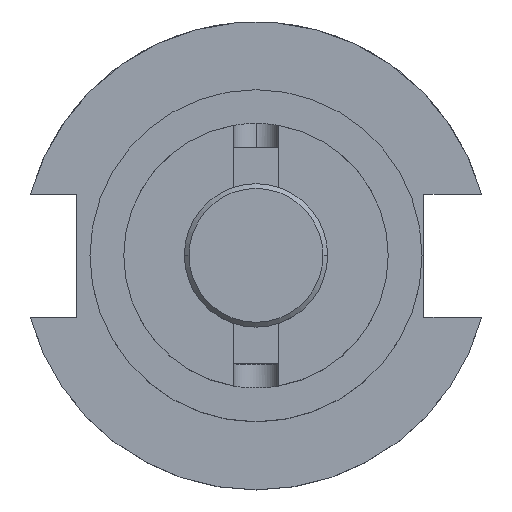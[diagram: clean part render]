
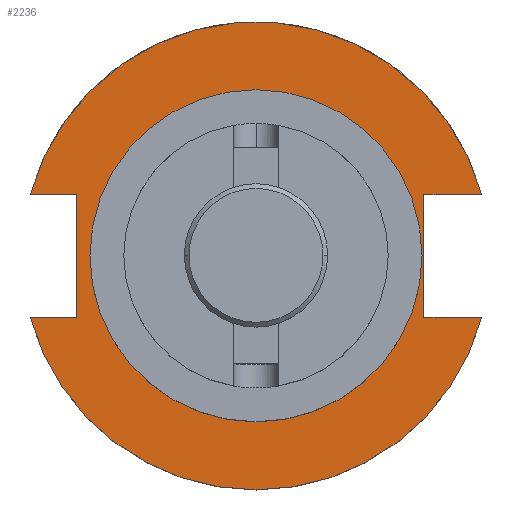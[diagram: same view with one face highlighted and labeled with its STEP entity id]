
A CAD part, top view. The second image highlights one B-rep face of the part: STEP entity #2236.
In plain terms, the highlighted planar face has unit normal (0, 0, 1).
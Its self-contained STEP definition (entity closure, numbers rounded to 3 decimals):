
#11 = EDGE_LOOP ( 'NONE', ( #675, #497, #1646, #1654, #1204, #913, #485, #2270, #1476 ) ) ;
#14 = VECTOR ( 'NONE', #1214, 1000. ) ;
#41 = DIRECTION ( 'NONE',  ( 0., 0., 1. ) ) ;
#75 = CIRCLE ( 'NONE', #1147, 49.212 ) ;
#82 = CARTESIAN_POINT ( 'NONE',  ( -63.719, 12.954, 19.05 ) ) ;
#90 = CARTESIAN_POINT ( 'NONE',  ( 0., 0., 19.05 ) ) ;
#97 = CARTESIAN_POINT ( 'NONE',  ( -63.719, -12.954, 19.05 ) ) ;
#107 = FACE_OUTER_BOUND ( 'NONE', #11, .T. ) ;
#115 = VERTEX_POINT ( 'NONE', #407 ) ;
#136 = VECTOR ( 'NONE', #857, 1000. ) ;
#157 = CARTESIAN_POINT ( 'NONE',  ( 0., -49.212, 19.05 ) ) ;
#345 = CARTESIAN_POINT ( 'NONE',  ( 35.306, -12.954, 19.05 ) ) ;
#383 = AXIS2_PLACEMENT_3D ( 'NONE', #880, #2493, #1289 ) ;
#391 = LINE ( 'NONE', #97, #2467 ) ;
#397 = LINE ( 'NONE', #1224, #941 ) ;
#405 = VERTEX_POINT ( 'NONE', #2316 ) ;
#407 = CARTESIAN_POINT ( 'NONE',  ( -47.477, -12.954, 19.05 ) ) ;
#416 = EDGE_CURVE ( 'NONE', #1227, #405, #1240, .T. ) ;
#485 = ORIENTED_EDGE ( 'NONE', *, *, #2240, .F. ) ;
#497 = ORIENTED_EDGE ( 'NONE', *, *, #611, .T. ) ;
#503 = VERTEX_POINT ( 'NONE', #1843 ) ;
#517 = VECTOR ( 'NONE', #2292, 1000. ) ;
#531 = AXIS2_PLACEMENT_3D ( 'NONE', #536, #560, #573 ) ;
#536 = CARTESIAN_POINT ( 'NONE',  ( 0., 0., 19.05 ) ) ;
#560 = DIRECTION ( 'NONE',  ( 0., 0., 1. ) ) ;
#573 = DIRECTION ( 'NONE',  ( 0., -1., 0. ) ) ;
#576 = DIRECTION ( 'NONE',  ( 0., -1., 0. ) ) ;
#587 = LINE ( 'NONE', #82, #517 ) ;
#606 = VERTEX_POINT ( 'NONE', #345 ) ;
#611 = EDGE_CURVE ( 'NONE', #2134, #503, #2538, .T. ) ;
#616 = LINE ( 'NONE', #1072, #136 ) ;
#669 = EDGE_LOOP ( 'NONE', ( #2422, #726 ) ) ;
#675 = ORIENTED_EDGE ( 'NONE', *, *, #894, .T. ) ;
#704 = CARTESIAN_POINT ( 'NONE',  ( 0., 0., 19.05 ) ) ;
#726 = ORIENTED_EDGE ( 'NONE', *, *, #1438, .F. ) ;
#776 = EDGE_CURVE ( 'NONE', #606, #503, #397, .T. ) ;
#796 = CARTESIAN_POINT ( 'NONE',  ( 0., 0., 19.05 ) ) ;
#857 = DIRECTION ( 'NONE',  ( 0., 1., 0. ) ) ;
#866 = DIRECTION ( 'NONE',  ( 0., -1., 0. ) ) ;
#880 = CARTESIAN_POINT ( 'NONE',  ( 0., 49.212, 19.05 ) ) ;
#894 = EDGE_CURVE ( 'NONE', #115, #2134, #75, .T. ) ;
#913 = ORIENTED_EDGE ( 'NONE', *, *, #2132, .T. ) ;
#924 = EDGE_CURVE ( 'NONE', #1134, #1594, #1873, .T. ) ;
#941 = VECTOR ( 'NONE', #1421, 1000. ) ;
#1072 = CARTESIAN_POINT ( 'NONE',  ( -37.719, 12.954, 19.05 ) ) ;
#1080 = DIRECTION ( 'NONE',  ( 0., 0., 1. ) ) ;
#1085 = AXIS2_PLACEMENT_3D ( 'NONE', #2137, #1080, #866 ) ;
#1091 = PLANE ( 'NONE',  #383 ) ;
#1112 = FACE_BOUND ( 'NONE', #669, .T. ) ;
#1134 = VERTEX_POINT ( 'NONE', #1798 ) ;
#1147 = AXIS2_PLACEMENT_3D ( 'NONE', #90, #41, #2458 ) ;
#1183 = CARTESIAN_POINT ( 'NONE',  ( -37.719, -12.954, 19.05 ) ) ;
#1204 = ORIENTED_EDGE ( 'NONE', *, *, #924, .F. ) ;
#1214 = DIRECTION ( 'NONE',  ( -1., 0., 0. ) ) ;
#1221 = CARTESIAN_POINT ( 'NONE',  ( 35.306, 12.954, 19.05 ) ) ;
#1224 = CARTESIAN_POINT ( 'NONE',  ( 35.306, -12.954, 19.05 ) ) ;
#1227 = VERTEX_POINT ( 'NONE', #2404 ) ;
#1240 = CIRCLE ( 'NONE', #1085, 34.925 ) ;
#1289 = DIRECTION ( 'NONE',  ( 0., -1., 0. ) ) ;
#1389 = DIRECTION ( 'NONE',  ( 0., 0., 1. ) ) ;
#1391 = EDGE_CURVE ( 'NONE', #2516, #1741, #616, .T. ) ;
#1421 = DIRECTION ( 'NONE',  ( 1., 0., 0. ) ) ;
#1438 = EDGE_CURVE ( 'NONE', #405, #1227, #1623, .T. ) ;
#1476 = ORIENTED_EDGE ( 'NONE', *, *, #2301, .F. ) ;
#1594 = VERTEX_POINT ( 'NONE', #2393 ) ;
#1623 = CIRCLE ( 'NONE', #2559, 34.925 ) ;
#1626 = LINE ( 'NONE', #1891, #2033 ) ;
#1646 = ORIENTED_EDGE ( 'NONE', *, *, #776, .F. ) ;
#1654 = ORIENTED_EDGE ( 'NONE', *, *, #2047, .F. ) ;
#1741 = VERTEX_POINT ( 'NONE', #2496 ) ;
#1798 = CARTESIAN_POINT ( 'NONE',  ( 47.477, 12.954, 19.05 ) ) ;
#1843 = CARTESIAN_POINT ( 'NONE',  ( 47.477, -12.954, 19.05 ) ) ;
#1873 = LINE ( 'NONE', #1221, #14 ) ;
#1891 = CARTESIAN_POINT ( 'NONE',  ( 35.306, 12.954, 19.05 ) ) ;
#2033 = VECTOR ( 'NONE', #2282, 1000. ) ;
#2047 = EDGE_CURVE ( 'NONE', #1594, #606, #1626, .T. ) ;
#2052 = AXIS2_PLACEMENT_3D ( 'NONE', #796, #1389, #576 ) ;
#2115 = DIRECTION ( 'NONE',  ( 0., 0., 1. ) ) ;
#2116 = DIRECTION ( 'NONE',  ( 1., 0., 0. ) ) ;
#2132 = EDGE_CURVE ( 'NONE', #1134, #2521, #2371, .T. ) ;
#2134 = VERTEX_POINT ( 'NONE', #157 ) ;
#2137 = CARTESIAN_POINT ( 'NONE',  ( 0., 0., 19.05 ) ) ;
#2236 = ADVANCED_FACE ( 'NONE', ( #1112, #107 ), #1091, .T. ) ;
#2240 = EDGE_CURVE ( 'NONE', #1741, #2521, #587, .T. ) ;
#2270 = ORIENTED_EDGE ( 'NONE', *, *, #1391, .F. ) ;
#2282 = DIRECTION ( 'NONE',  ( 0., -1., 0. ) ) ;
#2292 = DIRECTION ( 'NONE',  ( -1., 0., 0. ) ) ;
#2301 = EDGE_CURVE ( 'NONE', #115, #2516, #391, .T. ) ;
#2316 = CARTESIAN_POINT ( 'NONE',  ( 0., 34.925, 19.05 ) ) ;
#2371 = CIRCLE ( 'NONE', #2052, 49.212 ) ;
#2393 = CARTESIAN_POINT ( 'NONE',  ( 35.306, 12.954, 19.05 ) ) ;
#2404 = CARTESIAN_POINT ( 'NONE',  ( 0., -34.925, 19.05 ) ) ;
#2422 = ORIENTED_EDGE ( 'NONE', *, *, #416, .F. ) ;
#2458 = DIRECTION ( 'NONE',  ( 0., -1., 0. ) ) ;
#2467 = VECTOR ( 'NONE', #2116, 1000. ) ;
#2483 = DIRECTION ( 'NONE',  ( 0., -1., 0. ) ) ;
#2493 = DIRECTION ( 'NONE',  ( 0., 0., 1. ) ) ;
#2496 = CARTESIAN_POINT ( 'NONE',  ( -37.719, 12.954, 19.05 ) ) ;
#2516 = VERTEX_POINT ( 'NONE', #1183 ) ;
#2521 = VERTEX_POINT ( 'NONE', #2593 ) ;
#2538 = CIRCLE ( 'NONE', #531, 49.212 ) ;
#2559 = AXIS2_PLACEMENT_3D ( 'NONE', #704, #2115, #2483 ) ;
#2593 = CARTESIAN_POINT ( 'NONE',  ( -47.477, 12.954, 19.05 ) ) ;
